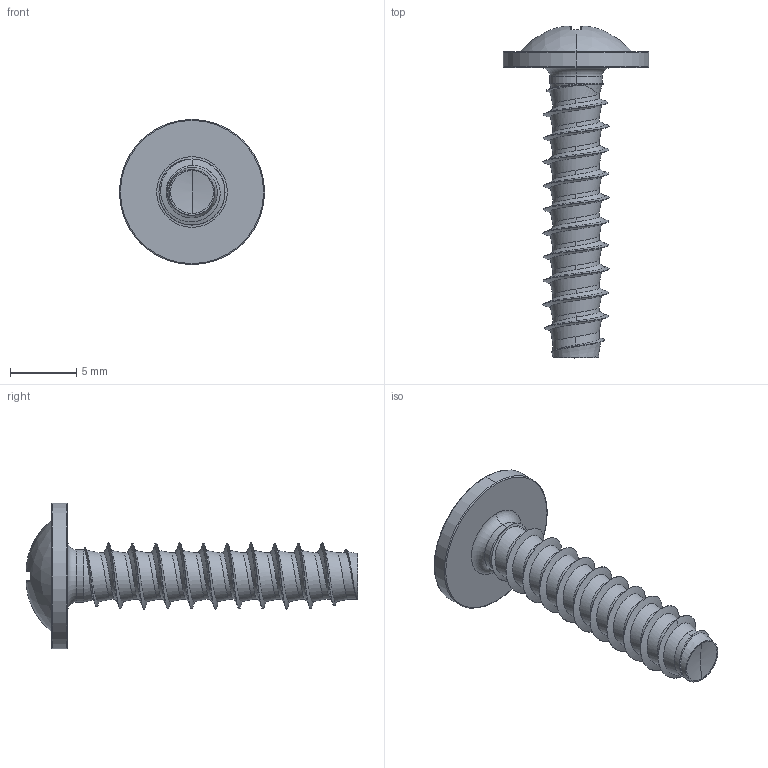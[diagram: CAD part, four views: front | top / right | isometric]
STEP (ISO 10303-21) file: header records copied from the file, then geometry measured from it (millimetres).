
FILE_DESCRIPTION (( 'STEP AP203' ), '1' );
FILE_NAME ('STP310500220.STEP', '2017-08-15T13:31:42', ( '' ), ( '' ), 'SwSTEP 2.0', 'SolidWorks 2015', '' );
FILE_SCHEMA (( 'CONFIG_CONTROL_DESIGN' ));
Length unit declared in the file: millimetre
Products named in the file (1): STP310500220
Bounding box: 11 x 25.14 x 11 mm (x, y, z)
Volume: 419.6 mm3; surface area: 653.5 mm2
Topology: 1 solids, 1 shells, 188 faces, 431 edges, 246 vertices
Faces by surface type: bspline 51, cylinder 48, torus 30, sphere 28, plane 23, cone 8
Entity records: 24552 total; most frequent: CARTESIAN_POINT 20659, ORIENTED_EDGE 858, DIRECTION 744, EDGE_CURVE 429, AXIS2_PLACEMENT_3D 332, VERTEX_POINT 246, CIRCLE 194, EDGE_LOOP 191
